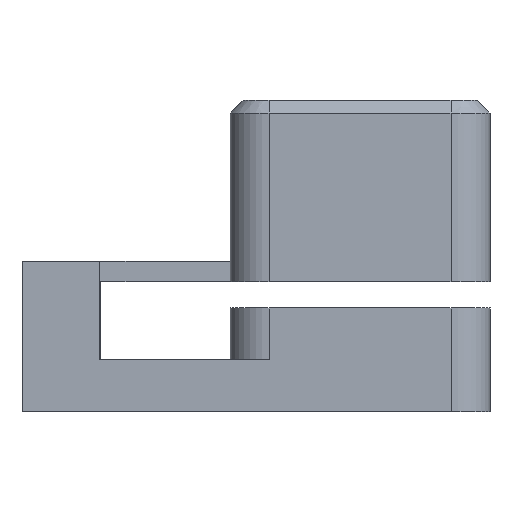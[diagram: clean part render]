
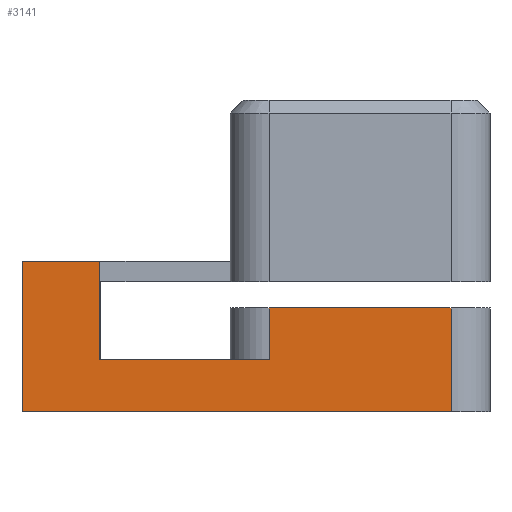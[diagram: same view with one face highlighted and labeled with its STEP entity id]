
A CAD part, left-side view. The second image highlights one B-rep face of the part: STEP entity #3141.
In plain terms, the highlighted planar face has unit normal (-1, 0, 0).
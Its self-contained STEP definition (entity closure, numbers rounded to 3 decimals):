
#291=FACE_OUTER_BOUND('',#458,.T.);
#458=EDGE_LOOP('',(#2785,#2786,#2787,#2788,#2789,#2790,#2791,#2792));
#682=LINE('',#4709,#1060);
#690=LINE('',#4725,#1068);
#778=LINE('',#4948,#1156);
#816=LINE('',#5046,#1194);
#837=LINE('',#5110,#1215);
#838=LINE('',#5112,#1216);
#839=LINE('',#5114,#1217);
#840=LINE('',#5115,#1218);
#1060=VECTOR('',#3803,10.);
#1068=VECTOR('',#3813,10.);
#1156=VECTOR('',#4037,10.);
#1194=VECTOR('',#4137,10.);
#1215=VECTOR('',#4200,10.);
#1216=VECTOR('',#4203,10.);
#1217=VECTOR('',#4204,10.);
#1218=VECTOR('',#4205,10.);
#1388=VERTEX_POINT('',#4706);
#1389=VERTEX_POINT('',#4708);
#1393=VERTEX_POINT('',#4718);
#1396=VERTEX_POINT('',#4723);
#1492=VERTEX_POINT('',#5045);
#1513=VERTEX_POINT('',#5106);
#1514=VERTEX_POINT('',#5108);
#1515=VERTEX_POINT('',#5113);
#1752=EDGE_CURVE('',#1389,#1388,#682,.T.);
#1760=EDGE_CURVE('',#1396,#1393,#690,.T.);
#1874=EDGE_CURVE('',#1388,#1393,#778,.T.);
#1923=EDGE_CURVE('',#1389,#1492,#816,.T.);
#1955=EDGE_CURVE('',#1513,#1514,#837,.T.);
#1956=EDGE_CURVE('',#1513,#1396,#838,.T.);
#1957=EDGE_CURVE('',#1515,#1514,#839,.T.);
#1958=EDGE_CURVE('',#1492,#1515,#840,.T.);
#2785=ORIENTED_EDGE('',*,*,#1956,.F.);
#2786=ORIENTED_EDGE('',*,*,#1955,.T.);
#2787=ORIENTED_EDGE('',*,*,#1957,.F.);
#2788=ORIENTED_EDGE('',*,*,#1958,.F.);
#2789=ORIENTED_EDGE('',*,*,#1923,.F.);
#2790=ORIENTED_EDGE('',*,*,#1752,.T.);
#2791=ORIENTED_EDGE('',*,*,#1874,.T.);
#2792=ORIENTED_EDGE('',*,*,#1760,.F.);
#2985=PLANE('',#3382);
#3141=ADVANCED_FACE('',(#291),#2985,.T.);
#3382=AXIS2_PLACEMENT_3D('',#5111,#4201,#4202);
#3803=DIRECTION('',(0.,0.,1.));
#3813=DIRECTION('',(0.,0.,1.));
#4037=DIRECTION('',(0.,1.,0.));
#4137=DIRECTION('',(0.,-1.,0.));
#4200=DIRECTION('',(0.,0.,1.));
#4201=DIRECTION('center_axis',(-1.,0.,0.));
#4202=DIRECTION('ref_axis',(0.,-1.,0.));
#4203=DIRECTION('',(0.,1.,0.));
#4204=DIRECTION('',(0.,-1.,0.));
#4205=DIRECTION('',(0.,0.,1.));
#4706=CARTESIAN_POINT('',(0.,15.,5.8));
#4708=CARTESIAN_POINT('',(0.,15.,2.));
#4709=CARTESIAN_POINT('',(0.,15.,0.));
#4718=CARTESIAN_POINT('',(0.,18.,5.8));
#4723=CARTESIAN_POINT('',(0.,18.,0.));
#4725=CARTESIAN_POINT('',(0.,18.,0.));
#4948=CARTESIAN_POINT('',(0.,17.25,5.8));
#5045=CARTESIAN_POINT('',(0.,8.5,2.));
#5046=CARTESIAN_POINT('',(0.,15.,2.));
#5106=CARTESIAN_POINT('',(0.,1.5,0.));
#5108=CARTESIAN_POINT('',(0.,1.5,4.));
#5110=CARTESIAN_POINT('',(0.,1.5,0.));
#5111=CARTESIAN_POINT('Origin',(0.,8.5,0.));
#5112=CARTESIAN_POINT('',(0.,15.,0.));
#5113=CARTESIAN_POINT('',(0.,8.5,4.));
#5114=CARTESIAN_POINT('',(0.,8.5,4.));
#5115=CARTESIAN_POINT('',(0.,8.5,0.));
